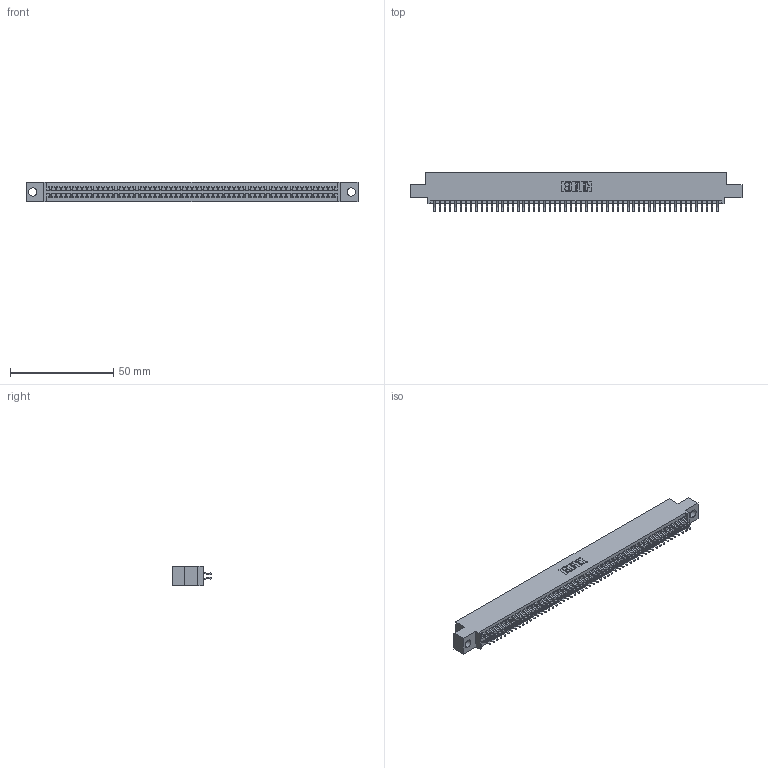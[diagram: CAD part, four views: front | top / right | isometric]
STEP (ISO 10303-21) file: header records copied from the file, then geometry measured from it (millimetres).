
FILE_DESCRIPTION (( 'STEP AP203' ), '1' );
FILE_NAME ('345-110-556-504.STEP', '2021-05-21T15:20:17', ( '' ), ( '' ), 'SwSTEP 2.0', 'SolidWorks 2020', '' );
FILE_SCHEMA (( 'CONFIG_CONTROL_DESIGN' ));
Length unit declared in the file: inch
Products named in the file (3): 345-292-001_556 Tail; 345-110-556-504; 345 Part_0.110 Offset - 0.156 Dia-TI
Assembly tree (111 placements, depth 2):
  345-110-556-504
    345 Part_0.110 Offset - 0.156 Dia-TI
    345-292-001_556 Tail  x110
Bounding box: 160.91 x 19.24 x 9.4 mm (x, y, z)
Volume: 15567.9 mm3; surface area: 23111.8 mm2
Topology: 111 solids, 111 shells, 6304 faces, 18759 edges, 12358 vertices
Faces by surface type: plane 4168, cylinder 2136
Entity records: 42175 total; most frequent: CARTESIAN_POINT 7078, ORIENTED_EDGE 6998, DIRECTION 6211, EDGE_CURVE 3499, LINE 3139, VECTOR 3139, VERTEX_POINT 2330, AXIS2_PLACEMENT_3D 1536
